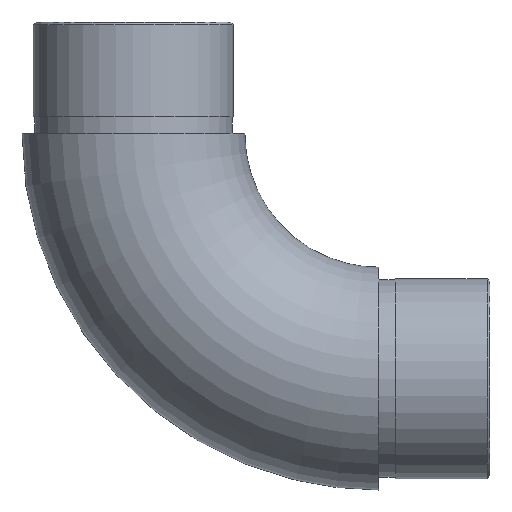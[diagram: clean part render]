
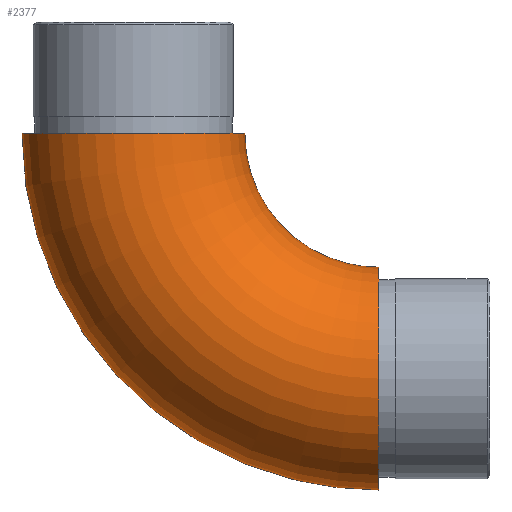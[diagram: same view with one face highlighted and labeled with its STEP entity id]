
A CAD part, left-side view. The second image highlights one B-rep face of the part: STEP entity #2377.
In plain terms, the highlighted toroidal (fillet/blend) face has major radius 44 mm and minor radius 20 mm.
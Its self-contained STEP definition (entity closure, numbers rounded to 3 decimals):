
#261 = AXIS2_PLACEMENT_3D ( 'NONE', #4087, #2899, #11311 ) ;
#1186 = ORIENTED_EDGE ( 'NONE', *, *, #9882, .T. ) ;
#1722 = EDGE_CURVE ( 'NONE', #2558, #2558, #2519, .T. ) ;
#2377 = ADVANCED_FACE ( 'NONE', ( #5744, #2832 ), #8657, .T. ) ;
#2395 = DIRECTION ( 'NONE',  ( 0., -1., 0. ) ) ;
#2519 = CIRCLE ( 'NONE', #12991, 20. ) ;
#2558 = VERTEX_POINT ( 'NONE', #10554 ) ;
#2832 = FACE_OUTER_BOUND ( 'NONE', #9896, .T. ) ;
#2899 = DIRECTION ( 'NONE',  ( 0., 1., 0. ) ) ;
#3171 = DIRECTION ( 'NONE',  ( -1., 0., 0. ) ) ;
#3720 = CIRCLE ( 'NONE', #261, 20. ) ;
#4087 = CARTESIAN_POINT ( 'NONE',  ( 0., 0., 20. ) ) ;
#4224 = DIRECTION ( 'NONE',  ( 0., 0., 1. ) ) ;
#4373 = CARTESIAN_POINT ( 'NONE',  ( 0., 0., 40. ) ) ;
#5620 = ORIENTED_EDGE ( 'NONE', *, *, #1722, .F. ) ;
#5744 = FACE_OUTER_BOUND ( 'NONE', #9692, .T. ) ;
#6286 = CARTESIAN_POINT ( 'NONE',  ( 0., 0., 64. ) ) ;
#6690 = DIRECTION ( 'NONE',  ( 0., 0., 1. ) ) ;
#8354 = AXIS2_PLACEMENT_3D ( 'NONE', #6286, #3171, #4224 ) ;
#8657 = TOROIDAL_SURFACE ( 'NONE', #8354, 44., 20. ) ;
#8770 = CARTESIAN_POINT ( 'NONE',  ( 0., 44., 64. ) ) ;
#9692 = EDGE_LOOP ( 'NONE', ( #5620 ) ) ;
#9882 = EDGE_CURVE ( 'NONE', #10959, #10959, #3720, .T. ) ;
#9896 = EDGE_LOOP ( 'NONE', ( #1186 ) ) ;
#10554 = CARTESIAN_POINT ( 'NONE',  ( 0., 24., 64. ) ) ;
#10959 = VERTEX_POINT ( 'NONE', #4373 ) ;
#11311 = DIRECTION ( 'NONE',  ( 0., 0., 1. ) ) ;
#12991 = AXIS2_PLACEMENT_3D ( 'NONE', #8770, #6690, #2395 ) ;
